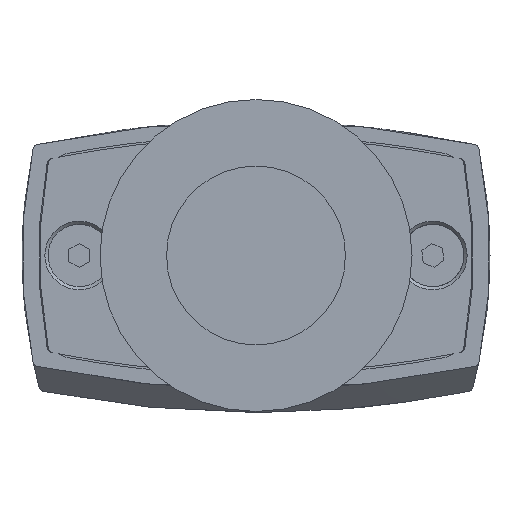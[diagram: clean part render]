
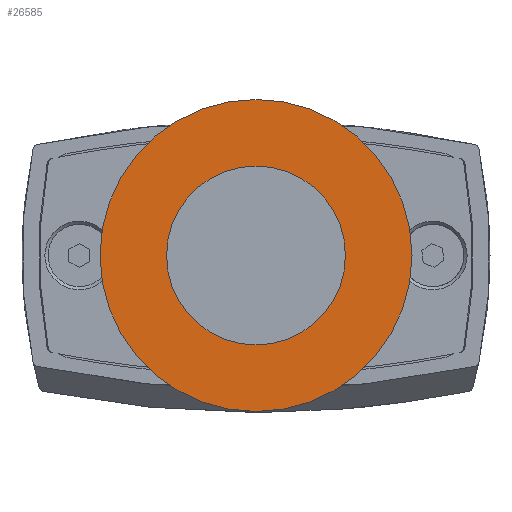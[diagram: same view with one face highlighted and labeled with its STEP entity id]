
A CAD part, front view. The second image highlights one B-rep face of the part: STEP entity #26585.
In plain terms, the highlighted planar face has unit normal (0, -1, 0).
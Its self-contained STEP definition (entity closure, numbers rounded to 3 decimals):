
#25959=CARTESIAN_POINT('',(0.,-30.7,15.0));
#25960=VERTEX_POINT('',#25959);
#25961=CARTESIAN_POINT('',(0.,-30.7,0.));
#25962=DIRECTION('',(0.0,-1.0,0.0));
#25963=DIRECTION('',(0.0,0.0,1.0));
#25964=AXIS2_PLACEMENT_3D('',#25961,#25962,#25963);
#25965=CIRCLE('',#25964,15.0);
#25966=EDGE_CURVE('',#25960,#25960,#25965,.T.);
#26566=CARTESIAN_POINT('',(0.,-30.7,11.8));
#26567=DIRECTION('',(0.0,-1.0,0.0));
#26568=DIRECTION('',(1.0,0.0,0.0));
#26569=AXIS2_PLACEMENT_3D('',#26566,#26567,#26568);
#26570=PLANE('',#26569);
#26571=ORIENTED_EDGE('',*,*,#25966,.T.);
#26572=EDGE_LOOP('',(#26571));
#26573=FACE_OUTER_BOUND('',#26572,.T.);
#26574=CARTESIAN_POINT('',(0.,-30.7,8.6));
#26575=VERTEX_POINT('',#26574);
#26576=CARTESIAN_POINT('',(0.,-30.7,0.));
#26577=DIRECTION('',(0.0,-1.0,0.0));
#26578=DIRECTION('',(0.0,0.0,1.0));
#26579=AXIS2_PLACEMENT_3D('',#26576,#26577,#26578);
#26580=CIRCLE('',#26579,8.6);
#26581=EDGE_CURVE('',#26575,#26575,#26580,.T.);
#26582=ORIENTED_EDGE('',*,*,#26581,.F.);
#26583=EDGE_LOOP('',(#26582));
#26584=FACE_BOUND('',#26583,.T.);
#26585=ADVANCED_FACE('',(#26573,#26584),#26570,.T.);
